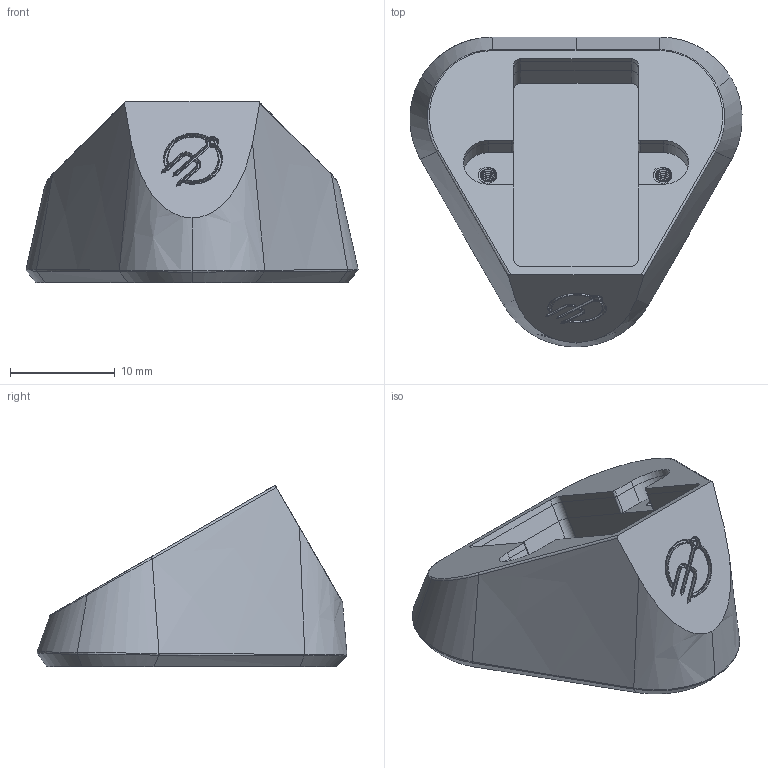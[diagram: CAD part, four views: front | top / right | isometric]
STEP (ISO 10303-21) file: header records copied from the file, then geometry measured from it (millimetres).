
FILE_DESCRIPTION(/* description */ (''),/* implementation_level */ '2;1');
FILE_NAME(/* name */ 'TRIDENT_BASE',/* time_stamp */ '2026-01-29T15:30:41+01:00',/* author */ ('Raaf Fennis'),/* organization */ ('Unbinare'),/* preprocessor_version */ 'ST-DEVELOPER v19.2',/* originating_system */ 'Unbinare Workstation',/* authorisation */ 'CERN-OHL-S');
FILE_SCHEMA (('AP242_MANAGED_MODEL_BASED_3D_ENGINEERING_MIM_LF { 1 0 10303 442 3 1 4 }'));
Length unit declared in the file: millimetre
Products named in the file (1): Document
Bounding box: 31.68 x 29.56 x 17.31 mm (x, y, z)
Volume: 4892.8 mm3; surface area: 2781.2 mm2
Topology: 1 solids, 1 shells, 233 faces, 520 edges, 301 vertices
Faces by surface type: cylinder 91, bspline 77, plane 65
Full cylindrical faces by diameter (mm): 0.5 x1, 12.2 x3
Entity records: 21029 total; most frequent: CARTESIAN_POINT 16977, ORIENTED_EDGE 1040, EDGE_CURVE 520, DIRECTION 470, AXIS2_PLACEMENT_3D 313, VERTEX_POINT 301, EDGE_LOOP 245, ADVANCED_FACE 233
